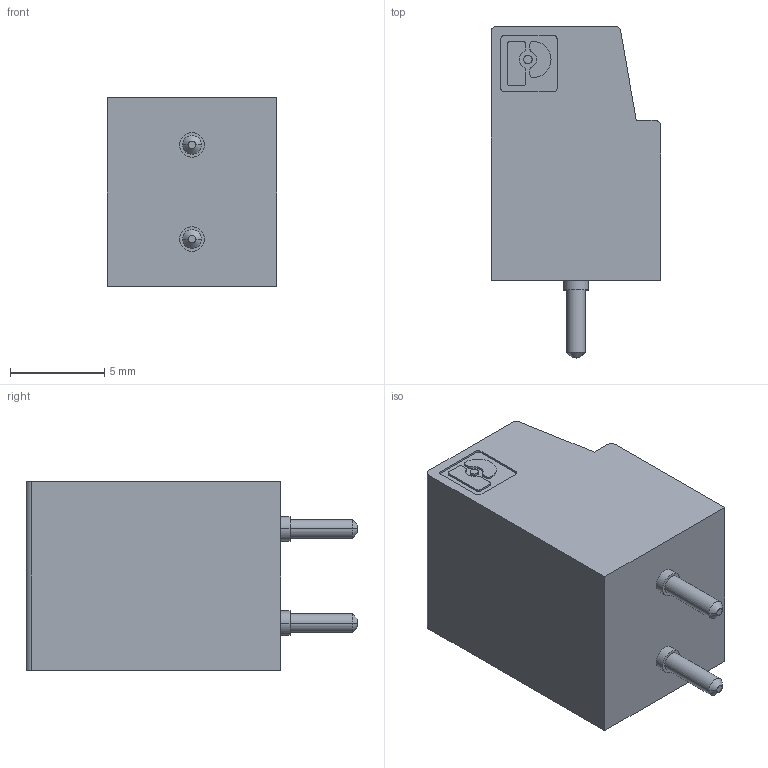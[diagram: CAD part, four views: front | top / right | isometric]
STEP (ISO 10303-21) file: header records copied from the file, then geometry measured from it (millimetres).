
FILE_DESCRIPTION(('STEP AP214'),'1');
FILE_NAME(' ',' ',('TraceParts'),('TraceParts S.A.'),'XStep 1.0',' ',' ');
FILE_SCHEMA(('automotive_design'));
Length unit declared in the file: millimetre
Products named in the file (1): pt_2.5-2-5.0-h|pt_2.5-2-5.0-h;pt_2.5-2-5.0-h
Bounding box: 9 x 17.6 x 10 mm (x, y, z)
Volume: 908.5 mm3; surface area: 1002.8 mm2
Topology: 1 solids, 1 shells, 200 faces, 514 edges, 330 vertices
Faces by surface type: bspline 200
Entity records: 14690 total; most frequent: CARTESIAN_POINT 4471, STYLED_ITEM 1045, PRESENTATION_STYLE_ASSIGNMENT 1045, COLOUR_RGB 1045, ORIENTED_EDGE 1028, DIRECTION 658, EDGE_CURVE 514, CURVE_STYLE 514
